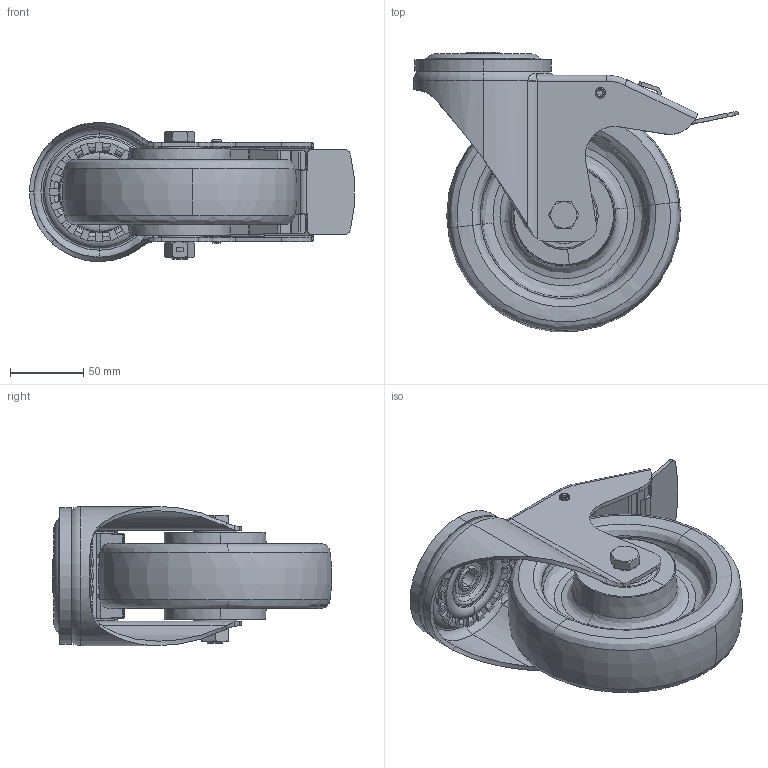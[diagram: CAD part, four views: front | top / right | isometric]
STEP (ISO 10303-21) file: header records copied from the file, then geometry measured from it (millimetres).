
FILE_DESCRIPTION (( 'STEP AP214' ), '1' );
FILE_NAME ('0056021.step', '2024-05-15T09:00:32', ( '' ), ( '' ), 'SwSTEP 2.0', 'SolidWorks 2020', '' );
FILE_SCHEMA (( 'AUTOMOTIVE_DESIGN' ));
Length unit declared in the file: millimetre
Products named in the file (1): 0056021
Bounding box: 221.77 x 190.5 x 95 mm (x, y, z)
Volume: 873661.6 mm3; surface area: 309793.8 mm2
Topology: 29 solids, 30 shells, 1398 faces, 3465 edges, 2131 vertices
Faces by surface type: plane 509, cylinder 368, torus 219, bspline 139, cone 125, sphere 38
Entity records: 66432 total; most frequent: CARTESIAN_POINT 18250, DIRECTION 6924, ORIENTED_EDGE 6834, EDGE_CURVE 3417, AXIS2_PLACEMENT_3D 2783, VERTEX_POINT 2107, CIRCLE 1523, EDGE_LOOP 1484
